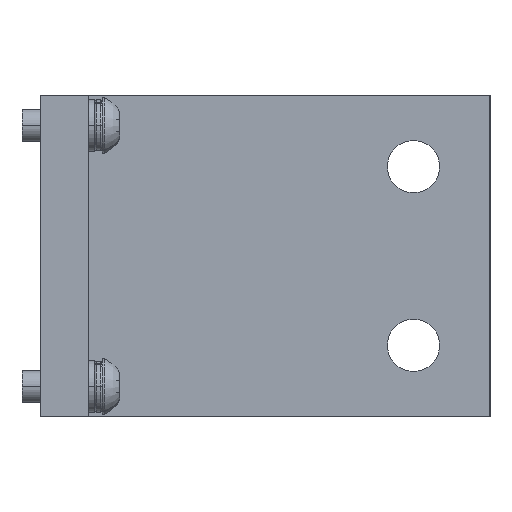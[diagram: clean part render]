
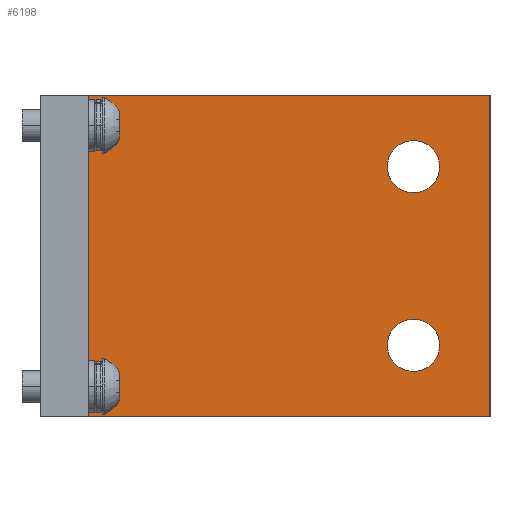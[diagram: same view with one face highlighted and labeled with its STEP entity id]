
A CAD part, left-side view. The second image highlights one B-rep face of the part: STEP entity #6198.
In plain terms, the highlighted planar face has unit normal (-1, 0, 0).
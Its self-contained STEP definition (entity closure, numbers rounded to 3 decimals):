
#6052=AXIS2_PLACEMENT_3D('Circle Axis2P3D',#6050,#6051,$) ;
#6087=AXIS2_PLACEMENT_3D('Circle Axis2P3D',#6085,#6086,$) ;
#6109=AXIS2_PLACEMENT_3D('Circle Axis2P3D',#6107,#6108,$) ;
#6144=AXIS2_PLACEMENT_3D('Circle Axis2P3D',#6142,#6143,$) ;
#6182=AXIS2_PLACEMENT_3D('Plane Axis2P3D',#6179,#6180,#6181) ;
#5932=CARTESIAN_POINT('Vertex',(-148.225,-367.,257.)) ;
#5946=CARTESIAN_POINT('Vertex',(-148.225,-472.,257.)) ;
#5949=CARTESIAN_POINT('Line Origine',(-148.225,-419.5,257.)) ;
#5977=CARTESIAN_POINT('Vertex',(-148.225,-472.,337.)) ;
#5980=CARTESIAN_POINT('Line Origine',(-148.225,-472.,297.)) ;
#6008=CARTESIAN_POINT('Vertex',(-148.225,-367.,337.)) ;
#6011=CARTESIAN_POINT('Line Origine',(-148.225,-419.5,337.)) ;
#6033=CARTESIAN_POINT('Line Origine',(-148.225,-367.,297.)) ;
#6050=CARTESIAN_POINT('Axis2P3D Location',(-148.225,-452.95,319.225)) ;
#6054=CARTESIAN_POINT('Vertex',(-148.225,-446.45,319.225)) ;
#6056=CARTESIAN_POINT('Vertex',(-148.225,-459.45,319.225)) ;
#6085=CARTESIAN_POINT('Axis2P3D Location',(-148.225,-452.95,319.225)) ;
#6107=CARTESIAN_POINT('Axis2P3D Location',(-148.225,-452.95,274.775)) ;
#6111=CARTESIAN_POINT('Vertex',(-148.225,-446.45,274.775)) ;
#6113=CARTESIAN_POINT('Vertex',(-148.225,-459.45,274.775)) ;
#6142=CARTESIAN_POINT('Axis2P3D Location',(-148.225,-452.95,274.775)) ;
#6179=CARTESIAN_POINT('Axis2P3D Location',(-148.225,-367.,257.)) ;
#5950=DIRECTION('Vector Direction',(0.,-1.,0.)) ;
#5981=DIRECTION('Vector Direction',(0.,0.,1.)) ;
#6012=DIRECTION('Vector Direction',(0.,1.,0.)) ;
#6034=DIRECTION('Vector Direction',(0.,0.,-1.)) ;
#6051=DIRECTION('Axis2P3D Direction',(-1.,0.,0.)) ;
#6086=DIRECTION('Axis2P3D Direction',(-1.,0.,0.)) ;
#6108=DIRECTION('Axis2P3D Direction',(-1.,0.,0.)) ;
#6143=DIRECTION('Axis2P3D Direction',(-1.,0.,0.)) ;
#6180=DIRECTION('Axis2P3D Direction',(-1.,0.,0.)) ;
#6181=DIRECTION('Axis2P3D XDirection',(0.,-1.,0.)) ;
#5951=VECTOR('Line Direction',#5950,1.) ;
#5982=VECTOR('Line Direction',#5981,1.) ;
#6013=VECTOR('Line Direction',#6012,1.) ;
#6035=VECTOR('Line Direction',#6034,1.) ;
#6185=ORIENTED_EDGE('',*,*,#5953,.T.) ;
#6186=ORIENTED_EDGE('',*,*,#5984,.T.) ;
#6187=ORIENTED_EDGE('',*,*,#6015,.T.) ;
#6188=ORIENTED_EDGE('',*,*,#6037,.T.) ;
#6191=ORIENTED_EDGE('',*,*,#6058,.F.) ;
#6192=ORIENTED_EDGE('',*,*,#6089,.F.) ;
#6195=ORIENTED_EDGE('',*,*,#6115,.F.) ;
#6196=ORIENTED_EDGE('',*,*,#6146,.F.) ;
#6193=FACE_BOUND('',#6190,.T.) ;
#6197=FACE_BOUND('',#6194,.T.) ;
#6198=ADVANCED_FACE('RB0349001_1PA_001_04_N2_4000_FP_TERMINAL_SHORT.6\\RB7383001_1PA_001_00_PLATE.4\\PartBody',(#6189,#6193,#6197),#6183,.T.) ;
#6053=CIRCLE('generated circle',#6052,6.5) ;
#6088=CIRCLE('generated circle',#6087,6.5) ;
#6110=CIRCLE('generated circle',#6109,6.5) ;
#6145=CIRCLE('generated circle',#6144,6.5) ;
#5953=EDGE_CURVE('',#5933,#5947,#5952,.T.) ;
#5984=EDGE_CURVE('',#5947,#5978,#5983,.T.) ;
#6015=EDGE_CURVE('',#5978,#6009,#6014,.T.) ;
#6037=EDGE_CURVE('',#6009,#5933,#6036,.T.) ;
#6058=EDGE_CURVE('',#6055,#6057,#6053,.T.) ;
#6089=EDGE_CURVE('',#6057,#6055,#6088,.T.) ;
#6115=EDGE_CURVE('',#6112,#6114,#6110,.T.) ;
#6146=EDGE_CURVE('',#6114,#6112,#6145,.T.) ;
#6184=EDGE_LOOP('',(#6185,#6186,#6187,#6188)) ;
#6190=EDGE_LOOP('',(#6191,#6192)) ;
#6194=EDGE_LOOP('',(#6195,#6196)) ;
#6189=FACE_OUTER_BOUND('',#6184,.T.) ;
#5952=LINE('Line',#5949,#5951) ;
#5983=LINE('Line',#5980,#5982) ;
#6014=LINE('Line',#6011,#6013) ;
#6036=LINE('Line',#6033,#6035) ;
#6183=PLANE('',#6182) ;
#5933=VERTEX_POINT('',#5932) ;
#5947=VERTEX_POINT('',#5946) ;
#5978=VERTEX_POINT('',#5977) ;
#6009=VERTEX_POINT('',#6008) ;
#6055=VERTEX_POINT('',#6054) ;
#6057=VERTEX_POINT('',#6056) ;
#6112=VERTEX_POINT('',#6111) ;
#6114=VERTEX_POINT('',#6113) ;
